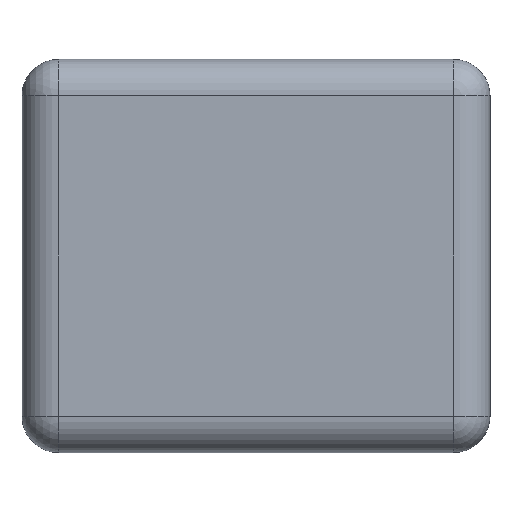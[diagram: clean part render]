
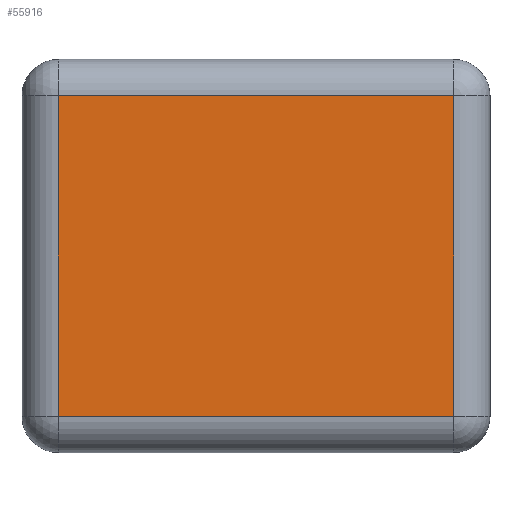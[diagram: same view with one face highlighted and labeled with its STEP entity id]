
A CAD part, front view. The second image highlights one B-rep face of the part: STEP entity #55916.
In plain terms, the highlighted planar face has unit normal (0, -1, 0).
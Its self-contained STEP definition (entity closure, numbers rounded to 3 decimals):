
#3382 = PLANE ( 'NONE',  #51279 ) ;
#4644 = VECTOR ( 'NONE', #22406, 1000. ) ;
#9435 = CARTESIAN_POINT ( 'NONE',  ( 0., -134.999, -351.532 ) ) ;
#11454 = CARTESIAN_POINT ( 'NONE',  ( -433.631, -134.999, 351.532 ) ) ;
#11475 = CARTESIAN_POINT ( 'NONE',  ( 433.631, -134.999, 0. ) ) ;
#17679 = VERTEX_POINT ( 'NONE', #63623 ) ;
#17750 = LINE ( 'NONE', #11475, #4644 ) ;
#22406 = DIRECTION ( 'NONE',  ( 0., 0., 1. ) ) ;
#23959 = VERTEX_POINT ( 'NONE', #11454 ) ;
#28878 = CARTESIAN_POINT ( 'NONE',  ( 0., -134.999, 0. ) ) ;
#34000 = EDGE_CURVE ( 'NONE', #23959, #61491, #75240, .T. ) ;
#36595 = ORIENTED_EDGE ( 'NONE', *, *, #49320, .T. ) ;
#36832 = VERTEX_POINT ( 'NONE', #38720 ) ;
#36934 = EDGE_CURVE ( 'NONE', #17679, #23959, #67997, .T. ) ;
#37834 = EDGE_LOOP ( 'NONE', ( #77084, #56667, #44317, #36595 ) ) ;
#38592 = VECTOR ( 'NONE', #67201, 1000. ) ;
#38720 = CARTESIAN_POINT ( 'NONE',  ( 433.631, -134.999, -351.532 ) ) ;
#42006 = DIRECTION ( 'NONE',  ( -1., 0., 0. ) ) ;
#43878 = VECTOR ( 'NONE', #42006, 1000. ) ;
#44317 = ORIENTED_EDGE ( 'NONE', *, *, #74521, .T. ) ;
#48478 = CARTESIAN_POINT ( 'NONE',  ( -433.631, -134.999, 0. ) ) ;
#49320 = EDGE_CURVE ( 'NONE', #36832, #17679, #17750, .T. ) ;
#51279 = AXIS2_PLACEMENT_3D ( 'NONE', #28878, #79952, #61121 ) ;
#55916 = ADVANCED_FACE ( 'NONE', ( #60707 ), #3382, .T. ) ;
#56667 = ORIENTED_EDGE ( 'NONE', *, *, #34000, .T. ) ;
#60707 = FACE_OUTER_BOUND ( 'NONE', #37834, .T. ) ;
#60897 = LINE ( 'NONE', #9435, #38592 ) ;
#61121 = DIRECTION ( 'NONE',  ( 0., 0., -1. ) ) ;
#61277 = CARTESIAN_POINT ( 'NONE',  ( 0., -134.999, 351.532 ) ) ;
#61491 = VERTEX_POINT ( 'NONE', #74967 ) ;
#63623 = CARTESIAN_POINT ( 'NONE',  ( 433.631, -134.999, 351.532 ) ) ;
#67201 = DIRECTION ( 'NONE',  ( 1., 0., 0. ) ) ;
#67997 = LINE ( 'NONE', #61277, #43878 ) ;
#74423 = DIRECTION ( 'NONE',  ( 0., 0., -1. ) ) ;
#74521 = EDGE_CURVE ( 'NONE', #61491, #36832, #60897, .T. ) ;
#74967 = CARTESIAN_POINT ( 'NONE',  ( -433.631, -134.999, -351.532 ) ) ;
#75240 = LINE ( 'NONE', #48478, #79727 ) ;
#77084 = ORIENTED_EDGE ( 'NONE', *, *, #36934, .T. ) ;
#79727 = VECTOR ( 'NONE', #74423, 1000. ) ;
#79952 = DIRECTION ( 'NONE',  ( 0., -1., 0. ) ) ;
